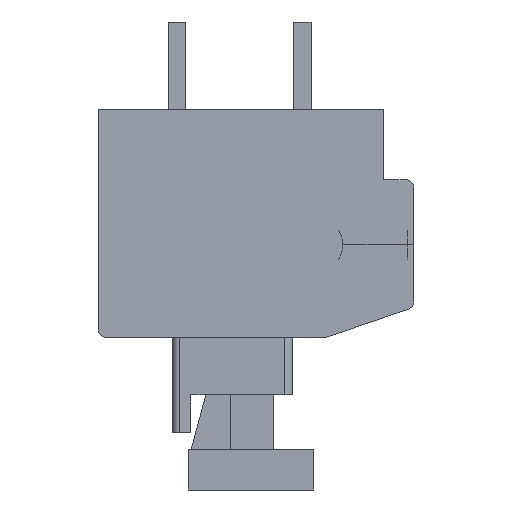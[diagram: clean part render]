
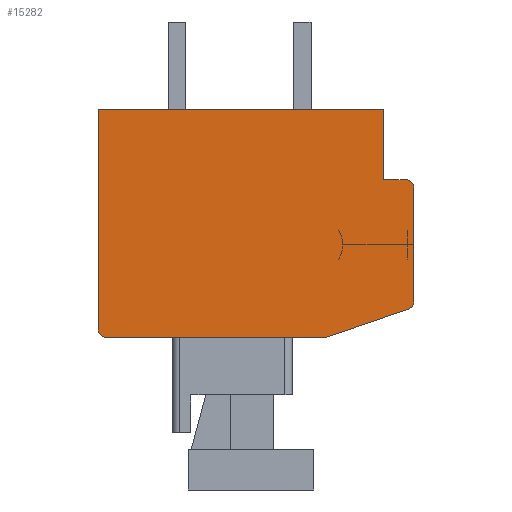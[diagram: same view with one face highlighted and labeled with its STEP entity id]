
A CAD part, front view. The second image highlights one B-rep face of the part: STEP entity #15282.
In plain terms, the highlighted planar face has unit normal (0, -1, 0).
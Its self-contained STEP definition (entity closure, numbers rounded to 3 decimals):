
#1=CARTESIAN_POINT('',(6.,-107.8,-3.136));
#2=DIRECTION('',(0.,-1.,0.));
#3=DIRECTION('',(0.324,0.,-0.946));
#4=AXIS2_PLACEMENT_3D('',#1,#2,#3);
#6=DIRECTION('',(-0.946,0.,-0.324));
#7=VECTOR('',#6,3.486);
#8=CARTESIAN_POINT('',(6.097,-107.8,-3.419));
#9=LINE('',#8,#7);
#10=DIRECTION('',(-1.,0.,0.));
#11=VECTOR('',#10,8.8);
#12=CARTESIAN_POINT('',(2.8,-107.8,-4.55));
#13=LINE('',#12,#11);
#14=CARTESIAN_POINT('',(-6.,-107.8,-4.25));
#15=DIRECTION('',(0.,-1.,0.));
#16=DIRECTION('',(-1.,0.,0.));
#17=AXIS2_PLACEMENT_3D('',#14,#15,#16);
#19=DIRECTION('',(0.,0.,1.));
#20=VECTOR('',#19,8.8);
#21=CARTESIAN_POINT('',(-6.3,-107.8,-4.25));
#22=LINE('',#21,#20);
#23=DIRECTION('',(1.,0.,0.));
#24=VECTOR('',#23,11.4);
#25=CARTESIAN_POINT('',(-6.3,-107.8,4.55));
#26=LINE('',#25,#24);
#27=DIRECTION('',(0.,0.,-1.));
#28=VECTOR('',#27,2.8);
#29=CARTESIAN_POINT('',(5.1,-107.8,4.55));
#30=LINE('',#29,#28);
#31=DIRECTION('',(1.,0.,0.));
#32=VECTOR('',#31,0.9);
#33=CARTESIAN_POINT('',(5.1,-107.8,1.75));
#34=LINE('',#33,#32);
#35=CARTESIAN_POINT('',(6.,-107.8,1.45));
#36=DIRECTION('',(0.,-1.,0.));
#37=DIRECTION('',(1.,0.,0.));
#38=AXIS2_PLACEMENT_3D('',#35,#36,#37);
#40=DIRECTION('',(0.,0.,-1.));
#41=VECTOR('',#40,4.586);
#42=CARTESIAN_POINT('',(6.3,-107.8,1.45));
#43=LINE('',#42,#41);
#11663=CARTESIAN_POINT('',(-6.3,-107.8,4.55));
#11664=CARTESIAN_POINT('',(5.1,-107.8,4.55));
#11665=VERTEX_POINT('',#11663);
#11666=VERTEX_POINT('',#11664);
#11667=CARTESIAN_POINT('',(5.1,-107.8,1.75));
#11668=VERTEX_POINT('',#11667);
#11669=CARTESIAN_POINT('',(6.097,-107.8,-3.419));
#11670=CARTESIAN_POINT('',(6.3,-107.8,-3.136));
#11671=VERTEX_POINT('',#11669);
#11672=VERTEX_POINT('',#11670);
#11673=CARTESIAN_POINT('',(6.3,-107.8,1.45));
#11674=CARTESIAN_POINT('',(6.,-107.8,1.75));
#11675=VERTEX_POINT('',#11673);
#11676=VERTEX_POINT('',#11674);
#11677=CARTESIAN_POINT('',(-6.3,-107.8,-4.25));
#11678=CARTESIAN_POINT('',(-6.,-107.8,-4.55));
#11679=VERTEX_POINT('',#11677);
#11680=VERTEX_POINT('',#11678);
#11681=CARTESIAN_POINT('',(2.8,-107.8,-4.55));
#11682=VERTEX_POINT('',#11681);
#15255=CARTESIAN_POINT('',(0.,-107.8,0.));
#15256=DIRECTION('',(0.,1.,0.));
#15257=DIRECTION('',(1.,0.,0.));
#15258=AXIS2_PLACEMENT_3D('',#15255,#15256,#15257);
#15259=PLANE('',#15258);
#15261=ORIENTED_EDGE('',*,*,#15260,.F.);
#15263=ORIENTED_EDGE('',*,*,#15262,.T.);
#15265=ORIENTED_EDGE('',*,*,#15264,.T.);
#15267=ORIENTED_EDGE('',*,*,#15266,.F.);
#15269=ORIENTED_EDGE('',*,*,#15268,.T.);
#15271=ORIENTED_EDGE('',*,*,#15270,.T.);
#15273=ORIENTED_EDGE('',*,*,#15272,.T.);
#15275=ORIENTED_EDGE('',*,*,#15274,.T.);
#15277=ORIENTED_EDGE('',*,*,#15276,.F.);
#15279=ORIENTED_EDGE('',*,*,#15278,.T.);
#15280=EDGE_LOOP('',(#15261,#15263,#15265,#15267,#15269,#15271,#15273,#15275,
#15277,#15279));
#15281=FACE_OUTER_BOUND('',#15280,.F.);
#15282=ADVANCED_FACE('',(#15281),#15259,.F.);
#5=CIRCLE('',#4,0.3);
#18=CIRCLE('',#17,0.3);
#39=CIRCLE('',#38,0.3);
#15260=EDGE_CURVE('',#11671,#11672,#5,.T.);
#15262=EDGE_CURVE('',#11671,#11682,#9,.T.);
#15264=EDGE_CURVE('',#11682,#11680,#13,.T.);
#15266=EDGE_CURVE('',#11679,#11680,#18,.T.);
#15268=EDGE_CURVE('',#11679,#11665,#22,.T.);
#15270=EDGE_CURVE('',#11665,#11666,#26,.T.);
#15272=EDGE_CURVE('',#11666,#11668,#30,.T.);
#15274=EDGE_CURVE('',#11668,#11676,#34,.T.);
#15276=EDGE_CURVE('',#11675,#11676,#39,.T.);
#15278=EDGE_CURVE('',#11675,#11672,#43,.T.);
